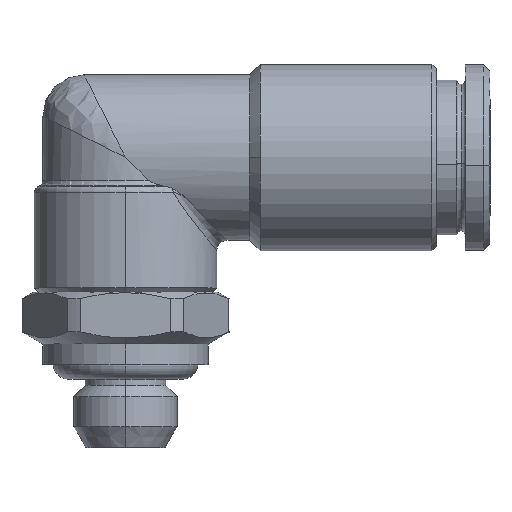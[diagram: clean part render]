
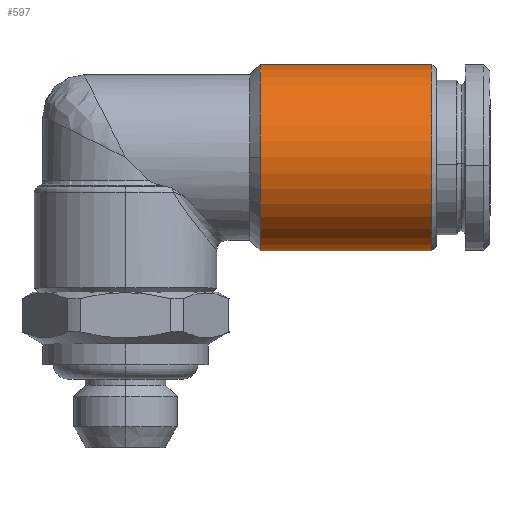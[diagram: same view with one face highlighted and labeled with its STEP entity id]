
A CAD part, top view. The second image highlights one B-rep face of the part: STEP entity #597.
In plain terms, the highlighted cylindrical face has radius 4.499 mm (diameter 8.998 mm), a partial arc.
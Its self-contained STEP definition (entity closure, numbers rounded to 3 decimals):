
#591 = VERTEX_POINT ( 'NONE', #707 ) ;
#592 = EDGE_CURVE ( 'NONE', #591, #2788, #631, .T. ) ;
#595 = EDGE_LOOP ( 'NONE', ( #596, #881, #875, #877, #888 ) ) ;
#596 = ORIENTED_EDGE ( 'NONE', *, *, #592, .T. ) ;
#597 = ADVANCED_FACE ( 'NONE', ( #732 ), #727, .T. ) ;
#627 = DIRECTION ( 'NONE',  ( 0., -1., 0. ) ) ;
#631 = CIRCLE ( 'NONE', #635, 4.499 ) ;
#632 = DIRECTION ( 'NONE',  ( -1., 0., 0. ) ) ;
#633 = CARTESIAN_POINT ( 'NONE',  ( 14.8, 0., 0. ) ) ;
#635 = AXIS2_PLACEMENT_3D ( 'NONE', #633, #632, #627 ) ;
#707 = CARTESIAN_POINT ( 'NONE',  ( 14.8, -4.499, 0. ) ) ;
#721 = CARTESIAN_POINT ( 'NONE',  ( 0., 0., 0. ) ) ;
#726 = AXIS2_PLACEMENT_3D ( 'NONE', #721, #728, #733 ) ;
#727 = CYLINDRICAL_SURFACE ( 'NONE', #726, 4.499 ) ;
#728 = DIRECTION ( 'NONE',  ( -1., 0., 0. ) ) ;
#732 = FACE_OUTER_BOUND ( 'NONE', #595, .T. ) ;
#733 = DIRECTION ( 'NONE',  ( 0., -1., 0. ) ) ;
#875 = ORIENTED_EDGE ( 'NONE', *, *, #886, .T. ) ;
#877 = ORIENTED_EDGE ( 'NONE', *, *, #889, .T. ) ;
#878 = VERTEX_POINT ( 'NONE', #2186 ) ;
#879 = EDGE_CURVE ( 'NONE', #2788, #880, #2209, .T. ) ;
#880 = VERTEX_POINT ( 'NONE', #2201 ) ;
#881 = ORIENTED_EDGE ( 'NONE', *, *, #879, .T. ) ;
#882 = VERTEX_POINT ( 'NONE', #2204 ) ;
#884 = EDGE_CURVE ( 'NONE', #591, #878, #2190, .T. ) ;
#886 = EDGE_CURVE ( 'NONE', #880, #882, #2194, .T. ) ;
#888 = ORIENTED_EDGE ( 'NONE', *, *, #884, .F. ) ;
#889 = EDGE_CURVE ( 'NONE', #882, #878, #2211, .T. ) ;
#1982 = DIRECTION ( 'NONE',  ( 0., 0., -1. ) ) ;
#2186 = CARTESIAN_POINT ( 'NONE',  ( 6.499, -4.499, 0. ) ) ;
#2190 = LINE ( 'NONE', #2200, #2199 ) ;
#2191 = DIRECTION ( 'NONE',  ( 1., 0., 0. ) ) ;
#2192 = CARTESIAN_POINT ( 'NONE',  ( 6.499, 0., 0. ) ) ;
#2193 = AXIS2_PLACEMENT_3D ( 'NONE', #2192, #2191, #1982 ) ;
#2194 = CIRCLE ( 'NONE', #2193, 4.499 ) ;
#2198 = DIRECTION ( 'NONE',  ( -1., 0., 0. ) ) ;
#2199 = VECTOR ( 'NONE', #2198, 1000. ) ;
#2200 = CARTESIAN_POINT ( 'NONE',  ( 0., -4.499, 0. ) ) ;
#2201 = CARTESIAN_POINT ( 'NONE',  ( 6.499, 4.499, 0. ) ) ;
#2202 = CARTESIAN_POINT ( 'NONE',  ( 0., 4.499, 0. ) ) ;
#2204 = CARTESIAN_POINT ( 'NONE',  ( 6.499, 0., 4.499 ) ) ;
#2207 = DIRECTION ( 'NONE',  ( -1., 0., 0. ) ) ;
#2208 = VECTOR ( 'NONE', #2207, 1000. ) ;
#2209 = LINE ( 'NONE', #2202, #2208 ) ;
#2211 = CIRCLE ( 'NONE', #2234, 4.499 ) ;
#2228 = DIRECTION ( 'NONE',  ( 0., 0., -1. ) ) ;
#2229 = DIRECTION ( 'NONE',  ( 1., 0., 0. ) ) ;
#2233 = CARTESIAN_POINT ( 'NONE',  ( 6.499, 0., 0. ) ) ;
#2234 = AXIS2_PLACEMENT_3D ( 'NONE', #2233, #2229, #2228 ) ;
#2502 = CARTESIAN_POINT ( 'NONE',  ( 14.8, 4.499, 0. ) ) ;
#2788 = VERTEX_POINT ( 'NONE', #2502 ) ;
